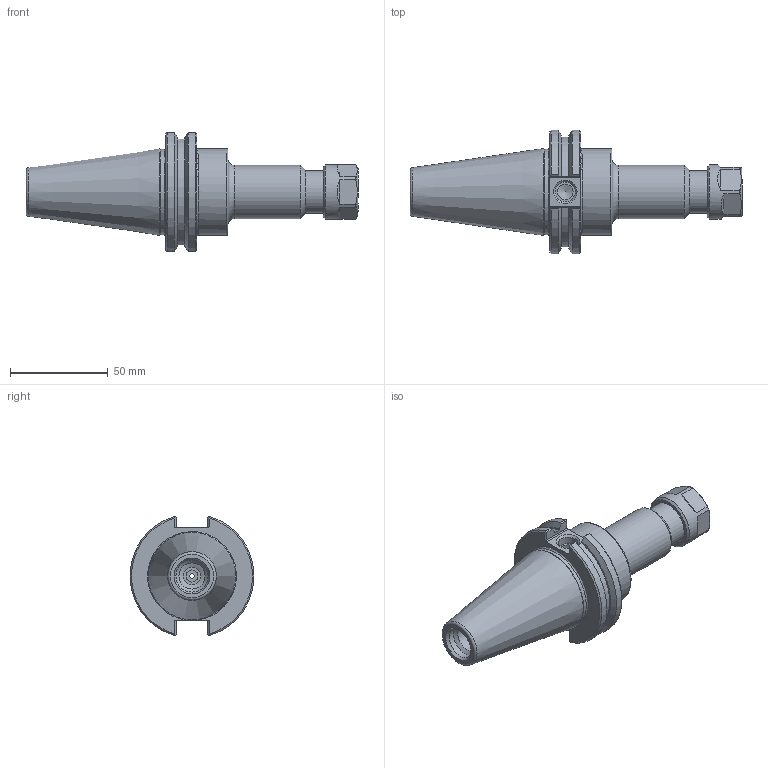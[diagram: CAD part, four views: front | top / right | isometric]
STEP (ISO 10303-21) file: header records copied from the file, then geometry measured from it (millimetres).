
FILE_DESCRIPTION(/* description */ ('ER COLLET CHUCK'),/* implementation_level */ '2;1');
FILE_NAME(/* name */ 'C40-16ERF400.stp',/* time_stamp */ '2017-01-18T15:24:44-05:00',/* author */ ('davhar'),/* organization */ (''),/* preprocessor_version */ 'ST-DEVELOPER v16.1',/* originating_system */ 'Autodesk Inventor 2016',/* authorisation */ '9.1 in^3');
FILE_SCHEMA (('AUTOMOTIVE_DESIGN { 1 0 10303 214 3 1 1 }'));
Length unit declared in the file: inch
Products named in the file (4): C40-16ER4-1; 16ERHN; BS-20; C40-16ERF400
Assembly tree (3 placements, depth 2):
  C40-16ERF400
    C40-16ER4-1
    16ERHN
    BS-20
Bounding box: 169.86 x 63.26 x 61.05 mm (x, y, z)
Volume: 154451.5 mm3; surface area: 33018.4 mm2
Topology: 3 solids, 3 shells, 137 faces, 343 edges, 218 vertices
Faces by surface type: plane 59, cylinder 39, cone 28, torus 11
Full cylindrical faces by diameter (mm): 2.286 x1, 8.001 x1, 8.915 x1, 9.461 x1, 10.135 x1, 10.5 x1, 10.973 x1, 12.4 x1, 13.381 x1, 13.386 x1, 16.459 x1, 20.5 x1, 22 x1, 23 x1, 27.432 x1, 28 x1, 43.942 x1, 44.45 x1
Entity records: 4063 total; most frequent: CARTESIAN_POINT 868, DIRECTION 640, ORIENTED_EDGE 578, EDGE_CURVE 289, AXIS2_PLACEMENT_3D 259, VERTEX_POINT 207, EDGE_LOOP 192, FACE_OUTER_BOUND 137
